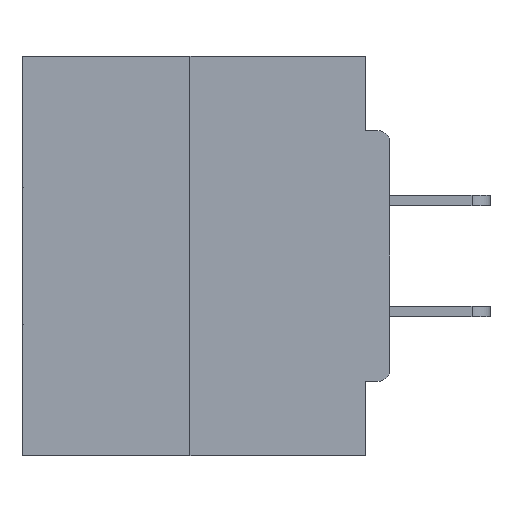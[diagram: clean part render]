
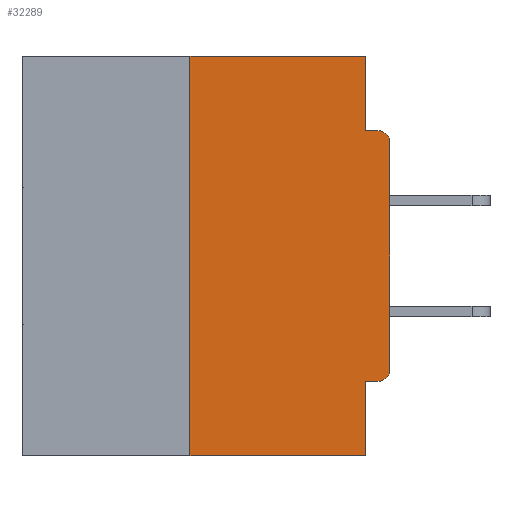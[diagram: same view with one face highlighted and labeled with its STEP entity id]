
A CAD part, left-side view. The second image highlights one B-rep face of the part: STEP entity #32289.
In plain terms, the highlighted planar face has unit normal (-1, 0, 0).
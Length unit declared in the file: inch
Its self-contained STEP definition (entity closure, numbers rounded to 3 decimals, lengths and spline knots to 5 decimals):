
#602 = VERTEX_POINT ( 'NONE', #13377 ) ;
#863 = DIRECTION ( 'NONE',  ( 1., 0., 0. ) ) ;
#1244 = ORIENTED_EDGE ( 'NONE', *, *, #16116, .F. ) ;
#1316 = CARTESIAN_POINT ( 'NONE',  ( 0., 0., -0.4065 ) ) ;
#1849 = LINE ( 'NONE', #6400, #34033 ) ;
#2064 = EDGE_CURVE ( 'NONE', #15879, #7767, #1849, .T. ) ;
#3106 = CARTESIAN_POINT ( 'NONE',  ( 0., 0., -0.3915 ) ) ;
#5326 = LINE ( 'NONE', #36097, #18891 ) ;
#5402 = EDGE_CURVE ( 'NONE', #11854, #602, #28076, .T. ) ;
#6074 = FACE_OUTER_BOUND ( 'NONE', #11979, .T. ) ;
#6400 = CARTESIAN_POINT ( 'NONE',  ( 0., 0., 0. ) ) ;
#7131 = CARTESIAN_POINT ( 'NONE',  ( 0., 0.015, -0.1085 ) ) ;
#7306 = ORIENTED_EDGE ( 'NONE', *, *, #2064, .T. ) ;
#7506 = DIRECTION ( 'NONE',  ( -1., 0., 0. ) ) ;
#7554 = ORIENTED_EDGE ( 'NONE', *, *, #14848, .F. ) ;
#7599 = AXIS2_PLACEMENT_3D ( 'NONE', #21200, #27277, #12226 ) ;
#7647 = EDGE_CURVE ( 'NONE', #22244, #11854, #34221, .T. ) ;
#7726 = CARTESIAN_POINT ( 'NONE',  ( 0., 0.031, 0. ) ) ;
#7746 = CARTESIAN_POINT ( 'NONE',  ( 0., 0.25, 0. ) ) ;
#7767 = VERTEX_POINT ( 'NONE', #37669 ) ;
#8061 = CARTESIAN_POINT ( 'NONE',  ( 0., 0.015, -0.4065 ) ) ;
#8083 = ORIENTED_EDGE ( 'NONE', *, *, #5402, .F. ) ;
#9096 = AXIS2_PLACEMENT_3D ( 'NONE', #32735, #863, #23788 ) ;
#9715 = DIRECTION ( 'NONE',  ( 0., -1., 0. ) ) ;
#10170 = LINE ( 'NONE', #15833, #33040 ) ;
#10227 = CARTESIAN_POINT ( 'NONE',  ( 0., 0.031, -0.4065 ) ) ;
#11057 = LINE ( 'NONE', #7746, #29225 ) ;
#11854 = VERTEX_POINT ( 'NONE', #10227 ) ;
#11877 = VERTEX_POINT ( 'NONE', #33591 ) ;
#11979 = EDGE_LOOP ( 'NONE', ( #7554, #24297, #19867, #8083, #29817, #28706, #7306, #16695, #1244, #19663 ) ) ;
#12226 = DIRECTION ( 'NONE',  ( 0., 0., -1. ) ) ;
#12995 = LINE ( 'NONE', #25534, #31636 ) ;
#13121 = DIRECTION ( 'NONE',  ( 0., -1., 0. ) ) ;
#13377 = CARTESIAN_POINT ( 'NONE',  ( 0., 0.031, -0.5 ) ) ;
#13802 = EDGE_CURVE ( 'NONE', #37996, #602, #20204, .T. ) ;
#14848 = EDGE_CURVE ( 'NONE', #11877, #31166, #5326, .T. ) ;
#15833 = CARTESIAN_POINT ( 'NONE',  ( 0., 0., -0.0935 ) ) ;
#15879 = VERTEX_POINT ( 'NONE', #3106 ) ;
#16116 = EDGE_CURVE ( 'NONE', #33955, #38309, #10170, .T. ) ;
#16695 = ORIENTED_EDGE ( 'NONE', *, *, #35532, .T. ) ;
#18738 = CIRCLE ( 'NONE', #7599, 0.015 ) ;
#18891 = VECTOR ( 'NONE', #24153, 39.37008 ) ;
#19486 = EDGE_CURVE ( 'NONE', #37996, #11877, #11057, .T. ) ;
#19512 = DIRECTION ( 'NONE',  ( 0., 0., 1. ) ) ;
#19663 = ORIENTED_EDGE ( 'NONE', *, *, #25860, .F. ) ;
#19867 = ORIENTED_EDGE ( 'NONE', *, *, #13802, .T. ) ;
#19870 = DIRECTION ( 'NONE',  ( 0., 0., -1. ) ) ;
#20204 = LINE ( 'NONE', #24687, #28043 ) ;
#21200 = CARTESIAN_POINT ( 'NONE',  ( 0., 0.015, -0.3915 ) ) ;
#21269 = CARTESIAN_POINT ( 'NONE',  ( 0., 0.015, -0.0935 ) ) ;
#21872 = CARTESIAN_POINT ( 'NONE',  ( 0., 0.25, -0.5 ) ) ;
#22244 = VERTEX_POINT ( 'NONE', #8061 ) ;
#23788 = DIRECTION ( 'NONE',  ( 0., 0., -1. ) ) ;
#24153 = DIRECTION ( 'NONE',  ( 0., -1., 0. ) ) ;
#24297 = ORIENTED_EDGE ( 'NONE', *, *, #19486, .F. ) ;
#24687 = CARTESIAN_POINT ( 'NONE',  ( 0., 0.46, -0.5 ) ) ;
#25534 = CARTESIAN_POINT ( 'NONE',  ( 0., 0.031, 0. ) ) ;
#25860 = EDGE_CURVE ( 'NONE', #31166, #33955, #12995, .T. ) ;
#26176 = VECTOR ( 'NONE', #36924, 39.37008 ) ;
#27277 = DIRECTION ( 'NONE',  ( -1., 0., 0. ) ) ;
#27857 = DIRECTION ( 'NONE',  ( 0., 0., 1. ) ) ;
#28043 = VECTOR ( 'NONE', #13121, 39.37008 ) ;
#28076 = LINE ( 'NONE', #31951, #36548 ) ;
#28706 = ORIENTED_EDGE ( 'NONE', *, *, #31930, .T. ) ;
#29225 = VECTOR ( 'NONE', #19512, 39.37008 ) ;
#29817 = ORIENTED_EDGE ( 'NONE', *, *, #7647, .F. ) ;
#31166 = VERTEX_POINT ( 'NONE', #7726 ) ;
#31257 = DIRECTION ( 'NONE',  ( 0., 0., -1. ) ) ;
#31462 = CIRCLE ( 'NONE', #36159, 0.015 ) ;
#31636 = VECTOR ( 'NONE', #19870, 39.37008 ) ;
#31930 = EDGE_CURVE ( 'NONE', #22244, #15879, #18738, .T. ) ;
#31951 = CARTESIAN_POINT ( 'NONE',  ( 0., 0.031, -0.5 ) ) ;
#32084 = DIRECTION ( 'NONE',  ( 0., 0., -1. ) ) ;
#32289 = ADVANCED_FACE ( 'NONE', ( #6074 ), #32869, .F. ) ;
#32735 = CARTESIAN_POINT ( 'NONE',  ( 0., 0.46, 0. ) ) ;
#32869 = PLANE ( 'NONE',  #9096 ) ;
#33040 = VECTOR ( 'NONE', #9715, 39.37008 ) ;
#33591 = CARTESIAN_POINT ( 'NONE',  ( 0., 0.25, 0. ) ) ;
#33955 = VERTEX_POINT ( 'NONE', #34755 ) ;
#34033 = VECTOR ( 'NONE', #27857, 39.37008 ) ;
#34221 = LINE ( 'NONE', #1316, #26176 ) ;
#34755 = CARTESIAN_POINT ( 'NONE',  ( 0., 0.031, -0.0935 ) ) ;
#35532 = EDGE_CURVE ( 'NONE', #7767, #38309, #31462, .T. ) ;
#36097 = CARTESIAN_POINT ( 'NONE',  ( 0., 0.46, 0. ) ) ;
#36159 = AXIS2_PLACEMENT_3D ( 'NONE', #7131, #7506, #31257 ) ;
#36548 = VECTOR ( 'NONE', #32084, 39.37008 ) ;
#36924 = DIRECTION ( 'NONE',  ( 0., 1., 0. ) ) ;
#37669 = CARTESIAN_POINT ( 'NONE',  ( 0., 0., -0.1085 ) ) ;
#37996 = VERTEX_POINT ( 'NONE', #21872 ) ;
#38309 = VERTEX_POINT ( 'NONE', #21269 ) ;
